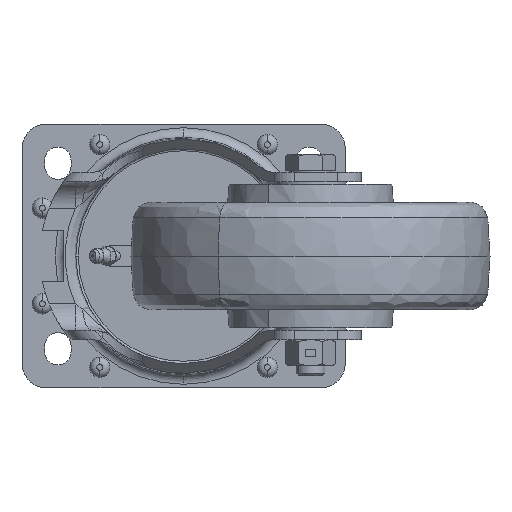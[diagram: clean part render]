
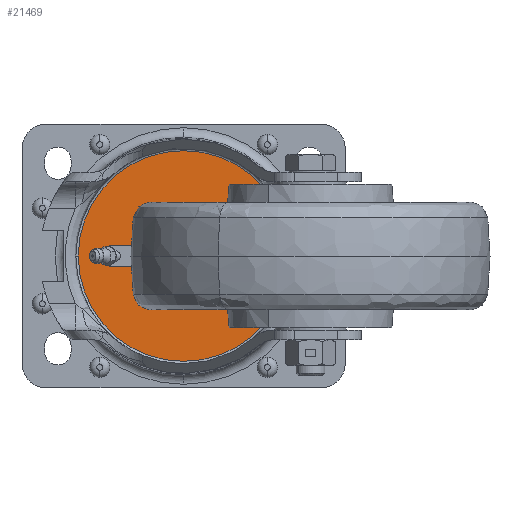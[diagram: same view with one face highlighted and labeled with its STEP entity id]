
A CAD part, front view. The second image highlights one B-rep face of the part: STEP entity #21469.
In plain terms, the highlighted planar face has unit normal (0, -1, 0).
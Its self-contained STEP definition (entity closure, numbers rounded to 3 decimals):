
#1465 = VERTEX_POINT ( 'NONE', #18841 ) ;
#3120 = CARTESIAN_POINT ( 'NONE',  ( -44., -30., 0. ) ) ;
#3335 = EDGE_CURVE ( 'NONE', #1465, #14867, #18472, .T. ) ;
#6171 = DIRECTION ( 'NONE',  ( 1., 0., 0. ) ) ;
#6456 = CARTESIAN_POINT ( 'NONE',  ( 0., -30., 0. ) ) ;
#6748 = DIRECTION ( 'NONE',  ( 0., -1., 0. ) ) ;
#8975 = CARTESIAN_POINT ( 'NONE',  ( 0., -30., 0. ) ) ;
#9000 = CARTESIAN_POINT ( 'NONE',  ( 0., -30., 0. ) ) ;
#10715 = PLANE ( 'NONE',  #25679 ) ;
#11090 = ORIENTED_EDGE ( 'NONE', *, *, #3335, .T. ) ;
#14867 = VERTEX_POINT ( 'NONE', #3120 ) ;
#15132 = DIRECTION ( 'NONE',  ( 0., -1., 0. ) ) ;
#15404 = DIRECTION ( 'NONE',  ( 1., 0., 0. ) ) ;
#17577 = DIRECTION ( 'NONE',  ( 1., 0., 0. ) ) ;
#18472 = CIRCLE ( 'NONE', #23068, 44. ) ;
#18841 = CARTESIAN_POINT ( 'NONE',  ( 44., -30., 0. ) ) ;
#18887 = CIRCLE ( 'NONE', #19799, 44. ) ;
#19799 = AXIS2_PLACEMENT_3D ( 'NONE', #8975, #15132, #15404 ) ;
#20173 = ORIENTED_EDGE ( 'NONE', *, *, #27569, .T. ) ;
#21469 = ADVANCED_FACE ( 'NONE', ( #23456 ), #10715, .T. ) ;
#23068 = AXIS2_PLACEMENT_3D ( 'NONE', #6456, #6748, #6171 ) ;
#23139 = EDGE_LOOP ( 'NONE', ( #11090, #20173 ) ) ;
#23456 = FACE_OUTER_BOUND ( 'NONE', #23139, .T. ) ;
#25679 = AXIS2_PLACEMENT_3D ( 'NONE', #9000, #26334, #17577 ) ;
#26334 = DIRECTION ( 'NONE',  ( 0., -1., 0. ) ) ;
#27569 = EDGE_CURVE ( 'NONE', #14867, #1465, #18887, .T. ) ;
